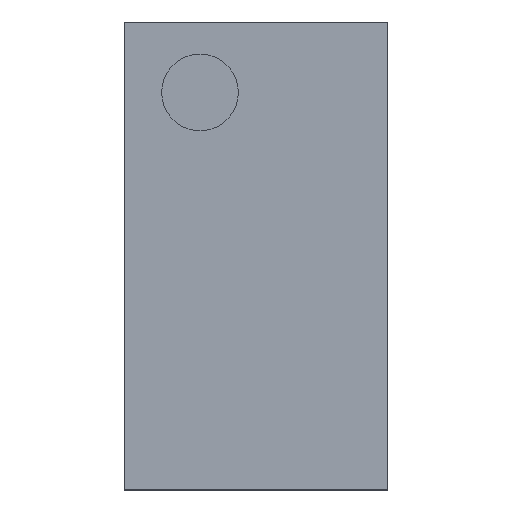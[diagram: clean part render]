
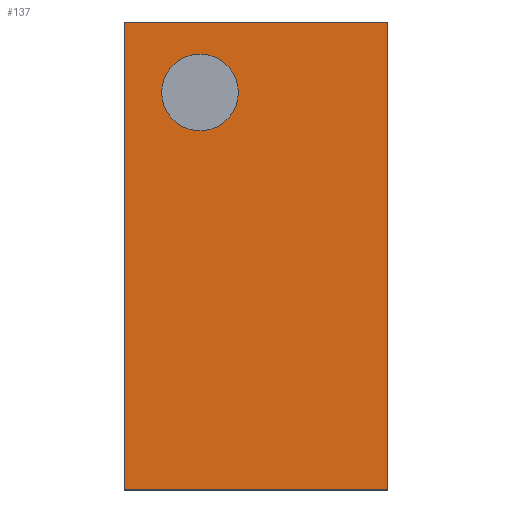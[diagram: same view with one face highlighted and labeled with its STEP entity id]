
A CAD part, top view. The second image highlights one B-rep face of the part: STEP entity #137.
In plain terms, the highlighted planar face has unit normal (0, 0, 1).
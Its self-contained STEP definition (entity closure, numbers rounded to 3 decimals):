
#8 = DIRECTION ( 'NONE',  ( 1., 0., 0. ) ) ;
#28 = CARTESIAN_POINT ( 'NONE',  ( 0.444, 0.787, 0.356 ) ) ;
#31 = ORIENTED_EDGE ( 'NONE', *, *, #38, .F. ) ;
#38 = EDGE_CURVE ( 'NONE', #405, #470, #269, .T. ) ;
#42 = VERTEX_POINT ( 'NONE', #637 ) ;
#65 = DIRECTION ( 'NONE',  ( 0., 0., 1. ) ) ;
#79 = LINE ( 'NONE', #246, #160 ) ;
#95 = DIRECTION ( 'NONE',  ( 0., -1., 0. ) ) ;
#134 = CARTESIAN_POINT ( 'NONE',  ( -0.059, 0.55, 0.356 ) ) ;
#137 = ADVANCED_FACE ( 'NONE', ( #499, #441 ), #430, .T. ) ;
#138 = DIRECTION ( 'NONE',  ( 1., 0., 0. ) ) ;
#145 = ORIENTED_EDGE ( 'NONE', *, *, #275, .T. ) ;
#153 = EDGE_LOOP ( 'NONE', ( #31, #208 ) ) ;
#156 = CARTESIAN_POINT ( 'NONE',  ( -0.188, 0.55, 0.356 ) ) ;
#160 = VECTOR ( 'NONE', #449, 1000. ) ;
#169 = CARTESIAN_POINT ( 'NONE',  ( -0.188, 0.55, 0.356 ) ) ;
#177 = AXIS2_PLACEMENT_3D ( 'NONE', #156, #588, #8 ) ;
#200 = CARTESIAN_POINT ( 'NONE',  ( -0.317, 0.55, 0.356 ) ) ;
#208 = ORIENTED_EDGE ( 'NONE', *, *, #640, .F. ) ;
#212 = AXIS2_PLACEMENT_3D ( 'NONE', #169, #65, #547 ) ;
#245 = ORIENTED_EDGE ( 'NONE', *, *, #515, .T. ) ;
#246 = CARTESIAN_POINT ( 'NONE',  ( 0.444, -0.787, 0.356 ) ) ;
#254 = DIRECTION ( 'NONE',  ( -1., 0., 0. ) ) ;
#256 = VECTOR ( 'NONE', #138, 1000. ) ;
#269 = CIRCLE ( 'NONE', #177, 0.129 ) ;
#275 = EDGE_CURVE ( 'NONE', #661, #42, #629, .T. ) ;
#291 = CARTESIAN_POINT ( 'NONE',  ( -0.444, -0.787, 0.356 ) ) ;
#339 = VECTOR ( 'NONE', #95, 1000. ) ;
#341 = DIRECTION ( 'NONE',  ( 0., 0., 1. ) ) ;
#347 = CARTESIAN_POINT ( 'NONE',  ( 0.444, -0.787, 0.356 ) ) ;
#355 = LINE ( 'NONE', #28, #422 ) ;
#365 = ORIENTED_EDGE ( 'NONE', *, *, #548, .T. ) ;
#395 = DIRECTION ( 'NONE',  ( 1., 0., 0. ) ) ;
#405 = VERTEX_POINT ( 'NONE', #134 ) ;
#422 = VECTOR ( 'NONE', #254, 1000. ) ;
#430 = PLANE ( 'NONE',  #590 ) ;
#441 = FACE_OUTER_BOUND ( 'NONE', #497, .T. ) ;
#449 = DIRECTION ( 'NONE',  ( 0., 1., 0. ) ) ;
#470 = VERTEX_POINT ( 'NONE', #200 ) ;
#473 = CARTESIAN_POINT ( 'NONE',  ( 0.444, 0.787, 0.356 ) ) ;
#493 = EDGE_CURVE ( 'NONE', #42, #546, #614, .T. ) ;
#497 = EDGE_LOOP ( 'NONE', ( #665, #365, #245, #145 ) ) ;
#499 = FACE_BOUND ( 'NONE', #153, .T. ) ;
#515 = EDGE_CURVE ( 'NONE', #577, #661, #355, .T. ) ;
#528 = CIRCLE ( 'NONE', #212, 0.129 ) ;
#534 = CARTESIAN_POINT ( 'NONE',  ( -0.444, 0.787, 0.356 ) ) ;
#546 = VERTEX_POINT ( 'NONE', #347 ) ;
#547 = DIRECTION ( 'NONE',  ( 1., 0., 0. ) ) ;
#548 = EDGE_CURVE ( 'NONE', #546, #577, #79, .T. ) ;
#576 = CARTESIAN_POINT ( 'NONE',  ( -0.444, 0.787, 0.356 ) ) ;
#577 = VERTEX_POINT ( 'NONE', #473 ) ;
#588 = DIRECTION ( 'NONE',  ( 0., 0., 1. ) ) ;
#590 = AXIS2_PLACEMENT_3D ( 'NONE', #664, #341, #395 ) ;
#614 = LINE ( 'NONE', #291, #256 ) ;
#629 = LINE ( 'NONE', #576, #339 ) ;
#637 = CARTESIAN_POINT ( 'NONE',  ( -0.444, -0.787, 0.356 ) ) ;
#640 = EDGE_CURVE ( 'NONE', #470, #405, #528, .T. ) ;
#661 = VERTEX_POINT ( 'NONE', #534 ) ;
#664 = CARTESIAN_POINT ( 'NONE',  ( -0.444, -0.787, 0.356 ) ) ;
#665 = ORIENTED_EDGE ( 'NONE', *, *, #493, .T. ) ;
